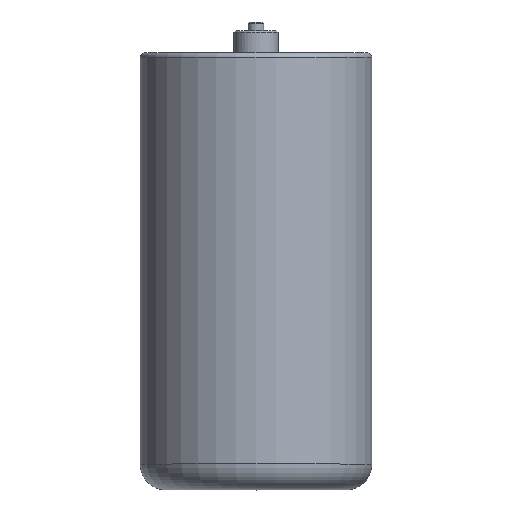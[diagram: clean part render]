
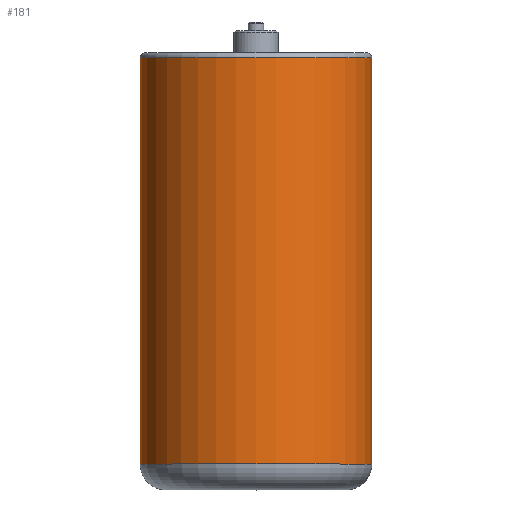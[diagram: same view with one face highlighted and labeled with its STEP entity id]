
A CAD part, top view. The second image highlights one B-rep face of the part: STEP entity #181.
In plain terms, the highlighted cylindrical face has radius 45.1 mm (diameter 90.2 mm), a full revolution.
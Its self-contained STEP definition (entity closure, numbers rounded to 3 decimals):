
#23 = VERTEX_POINT ( 'NONE', #592 ) ;
#42 = CARTESIAN_POINT ( 'NONE',  ( 0., 43.904, 45.1 ) ) ;
#75 = DIRECTION ( 'NONE',  ( 0., 0., -1. ) ) ;
#181 = ADVANCED_FACE ( 'NONE', ( #594, #329 ), #2718, .T. ) ;
#261 = AXIS2_PLACEMENT_3D ( 'NONE', #345, #661, #75 ) ;
#329 = FACE_OUTER_BOUND ( 'NONE', #1092, .T. ) ;
#345 = CARTESIAN_POINT ( 'NONE',  ( 0., -124.096, 0. ) ) ;
#592 = CARTESIAN_POINT ( 'NONE',  ( 0., -114.096, -45.1 ) ) ;
#594 = FACE_OUTER_BOUND ( 'NONE', #1494, .T. ) ;
#661 = DIRECTION ( 'NONE',  ( 0., -1., 0. ) ) ;
#892 = DIRECTION ( 'NONE',  ( 0., 0., 1. ) ) ;
#1092 = EDGE_LOOP ( 'NONE', ( #3113 ) ) ;
#1107 = CIRCLE ( 'NONE', #2603, 45.1 ) ;
#1494 = EDGE_LOOP ( 'NONE', ( #2234 ) ) ;
#1551 = AXIS2_PLACEMENT_3D ( 'NONE', #2444, #2672, #892 ) ;
#2159 = DIRECTION ( 'NONE',  ( 0., 0., -1. ) ) ;
#2174 = EDGE_CURVE ( 'NONE', #3184, #3184, #3156, .T. ) ;
#2234 = ORIENTED_EDGE ( 'NONE', *, *, #2174, .T. ) ;
#2444 = CARTESIAN_POINT ( 'NONE',  ( 0., 43.904, 0. ) ) ;
#2603 = AXIS2_PLACEMENT_3D ( 'NONE', #2941, #2997, #2159 ) ;
#2616 = EDGE_CURVE ( 'NONE', #23, #23, #1107, .T. ) ;
#2672 = DIRECTION ( 'NONE',  ( 0., -1., 0. ) ) ;
#2718 = CYLINDRICAL_SURFACE ( 'NONE', #261, 45.1 ) ;
#2941 = CARTESIAN_POINT ( 'NONE',  ( 0., -114.096, 0. ) ) ;
#2997 = DIRECTION ( 'NONE',  ( 0., 1., 0. ) ) ;
#3113 = ORIENTED_EDGE ( 'NONE', *, *, #2616, .T. ) ;
#3156 = CIRCLE ( 'NONE', #1551, 45.1 ) ;
#3184 = VERTEX_POINT ( 'NONE', #42 ) ;
